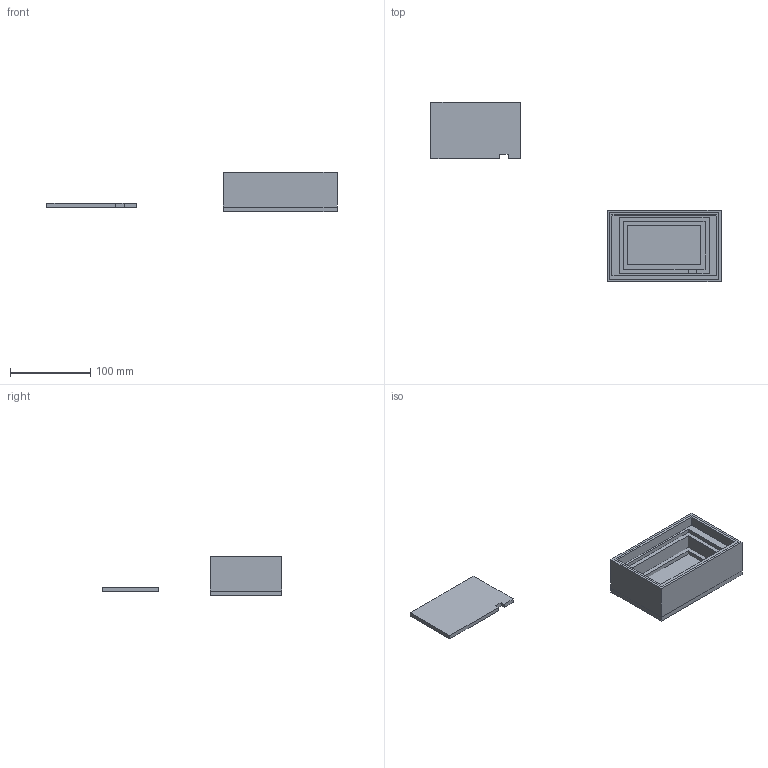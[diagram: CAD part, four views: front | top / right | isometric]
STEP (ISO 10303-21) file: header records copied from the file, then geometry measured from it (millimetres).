
FILE_DESCRIPTION(('FreeCAD Model'),'2;1');
FILE_NAME('Raspberry pi shell.step', '2022-05-13T14:19:00',('Author'),(''), 'Open CASCADE STEP processor 7.3','FreeCAD','Unknown');
FILE_SCHEMA(('AUTOMOTIVE_DESIGN { 1 0 10303 214 1 1 1 1 }'));
Length unit declared in the file: millimetre
Products named in the file (7): Body; Body001; Body002; Body003; Body004; Body006; Body005
Bounding box: 361.64 x 223.42 x 49.5 mm (x, y, z)
Volume: 404181 mm3; surface area: 213415.5 mm2
Topology: 7 solids, 7 shells, 82 faces, 192 edges, 128 vertices
Faces by surface type: plane 82
Entity records: 4933 total; most frequent: CARTESIAN_POINT 787, DIRECTION 742, LINE 576, VECTOR 576, ORIENTED_EDGE 384, PCURVE 384, DEFINITIONAL_REPRESENTATION 384, EDGE_CURVE 192
